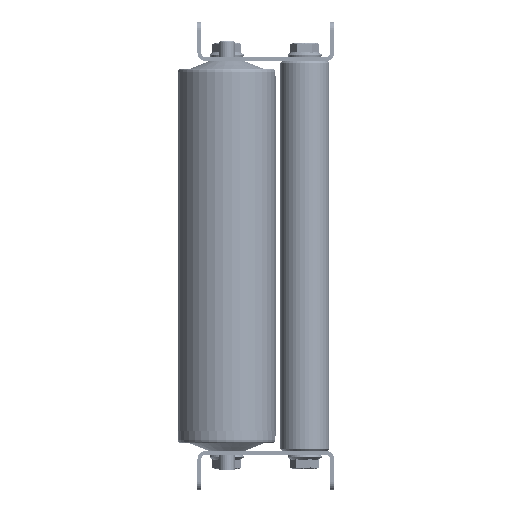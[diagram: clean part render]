
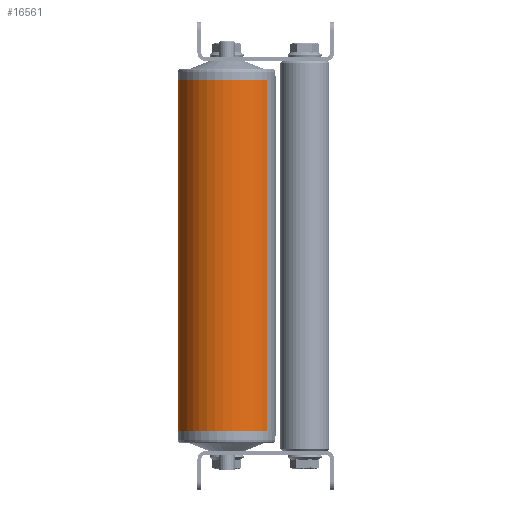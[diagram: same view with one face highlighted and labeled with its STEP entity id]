
A CAD part, left-side view. The second image highlights one B-rep face of the part: STEP entity #16561.
In plain terms, the highlighted cylindrical face has radius 25 mm (diameter 50 mm), a partial arc.
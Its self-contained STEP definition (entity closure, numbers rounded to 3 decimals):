
#235 = DIRECTION ( 'NONE',  ( -1., 0., 0. ) ) ;
#1981 = CARTESIAN_POINT ( 'NONE',  ( 180., 0., 0. ) ) ;
#3032 = CARTESIAN_POINT ( 'NONE',  ( 180., 0., 25. ) ) ;
#3200 = VERTEX_POINT ( 'NONE', #55301 ) ;
#3570 = DIRECTION ( 'NONE',  ( 0., 0., 1. ) ) ;
#8211 = DIRECTION ( 'NONE',  ( -1., 0., 0. ) ) ;
#9261 = EDGE_CURVE ( 'NONE', #3200, #62160, #59482, .T. ) ;
#9665 = DIRECTION ( 'NONE',  ( 0., 0., -1. ) ) ;
#13036 = CARTESIAN_POINT ( 'NONE',  ( 0., 0., 0. ) ) ;
#13323 = AXIS2_PLACEMENT_3D ( 'NONE', #13036, #56724, #61575 ) ;
#15139 = CARTESIAN_POINT ( 'NONE',  ( 180., 0., -25. ) ) ;
#16449 = AXIS2_PLACEMENT_3D ( 'NONE', #39780, #58536, #9665 ) ;
#16561 = ADVANCED_FACE ( 'NONE', ( #26598 ), #46339, .T. ) ;
#17523 = CIRCLE ( 'NONE', #16449, 25. ) ;
#18381 = VECTOR ( 'NONE', #8211, 1000. ) ;
#21489 = ORIENTED_EDGE ( 'NONE', *, *, #54277, .F. ) ;
#21744 = DIRECTION ( 'NONE',  ( -1., 0., 0. ) ) ;
#26598 = FACE_OUTER_BOUND ( 'NONE', #56647, .T. ) ;
#27314 = VERTEX_POINT ( 'NONE', #48007 ) ;
#27661 = LINE ( 'NONE', #3032, #18381 ) ;
#28372 = CARTESIAN_POINT ( 'NONE',  ( 0., 0., 25. ) ) ;
#28402 = ORIENTED_EDGE ( 'NONE', *, *, #9261, .T. ) ;
#35690 = EDGE_CURVE ( 'NONE', #62160, #56656, #47431, .T. ) ;
#39780 = CARTESIAN_POINT ( 'NONE',  ( 180., 0., 0. ) ) ;
#43126 = VECTOR ( 'NONE', #235, 1000. ) ;
#43876 = ORIENTED_EDGE ( 'NONE', *, *, #44636, .F. ) ;
#43950 = AXIS2_PLACEMENT_3D ( 'NONE', #1981, #21744, #3570 ) ;
#44636 = EDGE_CURVE ( 'NONE', #27314, #56656, #27661, .T. ) ;
#46339 = CYLINDRICAL_SURFACE ( 'NONE', #43950, 25. ) ;
#47431 = CIRCLE ( 'NONE', #13323, 25. ) ;
#48007 = CARTESIAN_POINT ( 'NONE',  ( 180., 0., 25. ) ) ;
#54277 = EDGE_CURVE ( 'NONE', #3200, #27314, #17523, .T. ) ;
#55301 = CARTESIAN_POINT ( 'NONE',  ( 180., 0., -25. ) ) ;
#55615 = CARTESIAN_POINT ( 'NONE',  ( 0., 0., -25. ) ) ;
#56647 = EDGE_LOOP ( 'NONE', ( #21489, #28402, #63487, #43876 ) ) ;
#56656 = VERTEX_POINT ( 'NONE', #28372 ) ;
#56724 = DIRECTION ( 'NONE',  ( 1., 0., 0. ) ) ;
#58536 = DIRECTION ( 'NONE',  ( 1., 0., 0. ) ) ;
#59482 = LINE ( 'NONE', #15139, #43126 ) ;
#61575 = DIRECTION ( 'NONE',  ( 0., 0., -1. ) ) ;
#62160 = VERTEX_POINT ( 'NONE', #55615 ) ;
#63487 = ORIENTED_EDGE ( 'NONE', *, *, #35690, .T. ) ;
